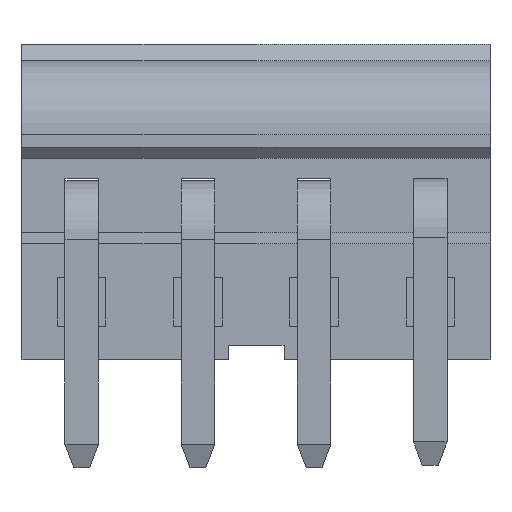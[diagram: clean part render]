
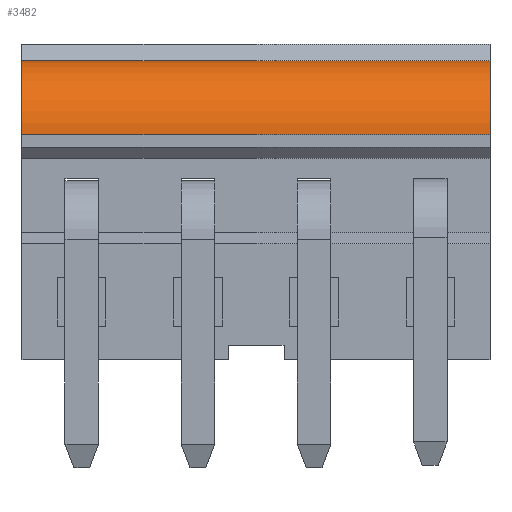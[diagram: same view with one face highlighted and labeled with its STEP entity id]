
A CAD part, front view. The second image highlights one B-rep face of the part: STEP entity #3482.
In plain terms, the highlighted cylindrical face has radius 2.528 mm (diameter 5.056 mm), a partial arc.
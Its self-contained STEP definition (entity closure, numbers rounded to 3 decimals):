
#29=CYLINDRICAL_SURFACE('',#3641,2.528);
#43=CIRCLE('',#3616,2.528);
#49=CIRCLE('',#3642,2.528);
#363=ORIENTED_EDGE('',*,*,#885,.F.);
#364=ORIENTED_EDGE('',*,*,#889,.F.);
#365=ORIENTED_EDGE('',*,*,#952,.T.);
#366=ORIENTED_EDGE('',*,*,#953,.T.);
#885=EDGE_CURVE('',#1214,#1215,#43,.T.);
#889=EDGE_CURVE('',#1217,#1214,#1460,.T.);
#952=EDGE_CURVE('',#1217,#1256,#49,.T.);
#953=EDGE_CURVE('',#1256,#1215,#1518,.T.);
#1214=VERTEX_POINT('',#4643);
#1215=VERTEX_POINT('',#4645);
#1217=VERTEX_POINT('',#4651);
#1256=VERTEX_POINT('',#4773);
#1460=LINE('',#4652,#1787);
#1518=LINE('',#4774,#1845);
#1787=VECTOR('',#3938,1000.);
#1845=VECTOR('',#4046,1000.);
#2072=EDGE_LOOP('',(#363,#364,#365,#366));
#2225=FACE_BOUND('',#2072,.T.);
#3482=ADVANCED_FACE('',(#2225),#29,.T.);
#3616=AXIS2_PLACEMENT_3D('',#4644,#3931,#3932);
#3641=AXIS2_PLACEMENT_3D('',#4771,#4042,#4043);
#3642=AXIS2_PLACEMENT_3D('',#4772,#4044,#4045);
#3931=DIRECTION('',(1.,0.,0.));
#3932=DIRECTION('',(0.,-1.,0.));
#3938=DIRECTION('',(1.,0.,0.));
#4042=DIRECTION('',(-1.,0.,0.));
#4043=DIRECTION('',(0.,0.,-1.));
#4044=DIRECTION('',(1.,0.,0.));
#4045=DIRECTION('',(0.,-1.,0.));
#4046=DIRECTION('',(1.,0.,0.));
#4643=CARTESIAN_POINT('',(7.975,5.701,-1.6));
#4644=CARTESIAN_POINT('',(7.975,5.701,0.928));
#4645=CARTESIAN_POINT('',(7.975,8.225,1.074));
#4651=CARTESIAN_POINT('',(-7.975,5.701,-1.6));
#4652=CARTESIAN_POINT('',(-7.975,5.701,-1.6));
#4771=CARTESIAN_POINT('',(-7.975,5.701,0.928));
#4772=CARTESIAN_POINT('',(-7.975,5.701,0.928));
#4773=CARTESIAN_POINT('',(-7.975,8.225,1.074));
#4774=CARTESIAN_POINT('',(-7.975,8.225,1.074));
